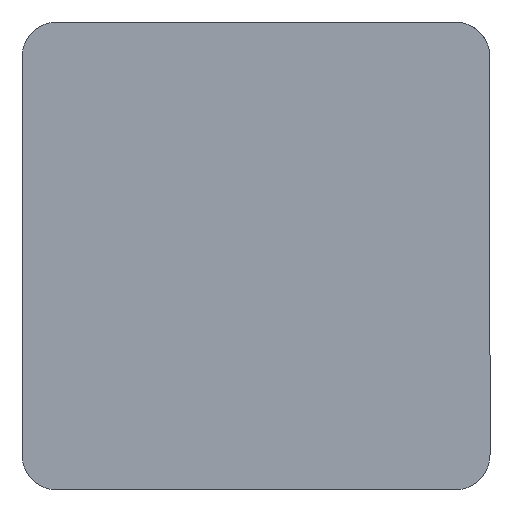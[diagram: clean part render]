
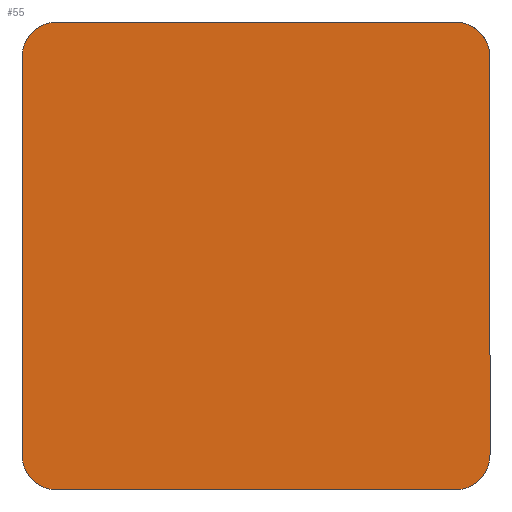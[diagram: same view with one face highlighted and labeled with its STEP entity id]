
A CAD part, left-side view. The second image highlights one B-rep face of the part: STEP entity #55.
In plain terms, the highlighted planar face has unit normal (-1, 0, 0).
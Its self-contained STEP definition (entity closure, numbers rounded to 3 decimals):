
#5 = AXIS2_PLACEMENT_3D ( 'NONE', #285, #637, #333 ) ;
#36 = ORIENTED_EDGE ( 'NONE', *, *, #248, .F. ) ;
#37 = EDGE_CURVE ( 'NONE', #162, #605, #278, .T. ) ;
#40 = AXIS2_PLACEMENT_3D ( 'NONE', #358, #507, #150 ) ;
#46 = CARTESIAN_POINT ( 'NONE',  ( 0., -8.5, -10. ) ) ;
#55 = ADVANCED_FACE ( 'NONE', ( #385 ), #126, .F. ) ;
#62 = LINE ( 'NONE', #411, #592 ) ;
#89 = VERTEX_POINT ( 'NONE', #180 ) ;
#93 = VERTEX_POINT ( 'NONE', #178 ) ;
#97 = DIRECTION ( 'NONE',  ( 0., -1., 0. ) ) ;
#105 = VERTEX_POINT ( 'NONE', #230 ) ;
#107 = DIRECTION ( 'NONE',  ( 0., 1., 0. ) ) ;
#118 = EDGE_CURVE ( 'NONE', #279, #93, #598, .T. ) ;
#126 = PLANE ( 'NONE',  #5 ) ;
#147 = CARTESIAN_POINT ( 'NONE',  ( 0., -11., -10. ) ) ;
#148 = CARTESIAN_POINT ( 'NONE',  ( 0., -10., 8.5 ) ) ;
#150 = DIRECTION ( 'NONE',  ( 0., -1., 0. ) ) ;
#157 = EDGE_LOOP ( 'NONE', ( #307, #508, #630, #309, #36, #364, #387, #567 ) ) ;
#162 = VERTEX_POINT ( 'NONE', #382 ) ;
#163 = CARTESIAN_POINT ( 'NONE',  ( 0., 8.5, -8.5 ) ) ;
#178 = CARTESIAN_POINT ( 'NONE',  ( 0., 10., 8.5 ) ) ;
#180 = CARTESIAN_POINT ( 'NONE',  ( 0., 8.5, 10. ) ) ;
#215 = CARTESIAN_POINT ( 'NONE',  ( 0., -8.5, -8.5 ) ) ;
#228 = DIRECTION ( 'NONE',  ( 0., -1., 0. ) ) ;
#230 = CARTESIAN_POINT ( 'NONE',  ( 0., 8.5, -10. ) ) ;
#243 = LINE ( 'NONE', #147, #247 ) ;
#247 = VECTOR ( 'NONE', #107, 1000. ) ;
#248 = EDGE_CURVE ( 'NONE', #562, #293, #312, .T. ) ;
#261 = CARTESIAN_POINT ( 'NONE',  ( 0., -10., -11. ) ) ;
#266 = CIRCLE ( 'NONE', #306, 1.5 ) ;
#278 = CIRCLE ( 'NONE', #348, 1.5 ) ;
#279 = VERTEX_POINT ( 'NONE', #452 ) ;
#285 = CARTESIAN_POINT ( 'NONE',  ( 0., -11., -11. ) ) ;
#287 = LINE ( 'NONE', #261, #524 ) ;
#293 = VERTEX_POINT ( 'NONE', #148 ) ;
#306 = AXIS2_PLACEMENT_3D ( 'NONE', #505, #566, #503 ) ;
#307 = ORIENTED_EDGE ( 'NONE', *, *, #420, .F. ) ;
#309 = ORIENTED_EDGE ( 'NONE', *, *, #496, .F. ) ;
#312 = CIRCLE ( 'NONE', #40, 1.5 ) ;
#321 = EDGE_CURVE ( 'NONE', #89, #562, #62, .T. ) ;
#328 = CIRCLE ( 'NONE', #463, 1.5 ) ;
#333 = DIRECTION ( 'NONE',  ( 0., 0., -1. ) ) ;
#348 = AXIS2_PLACEMENT_3D ( 'NONE', #215, #618, #228 ) ;
#358 = CARTESIAN_POINT ( 'NONE',  ( 0., -8.5, 8.5 ) ) ;
#364 = ORIENTED_EDGE ( 'NONE', *, *, #321, .F. ) ;
#366 = VECTOR ( 'NONE', #538, 1000. ) ;
#382 = CARTESIAN_POINT ( 'NONE',  ( 0., -10., -8.5 ) ) ;
#385 = FACE_OUTER_BOUND ( 'NONE', #157, .T. ) ;
#387 = ORIENTED_EDGE ( 'NONE', *, *, #554, .F. ) ;
#411 = CARTESIAN_POINT ( 'NONE',  ( 0., -11., 10. ) ) ;
#419 = DIRECTION ( 'NONE',  ( 1., 0., 0. ) ) ;
#420 = EDGE_CURVE ( 'NONE', #105, #279, #328, .T. ) ;
#452 = CARTESIAN_POINT ( 'NONE',  ( 0., 10., -8.5 ) ) ;
#463 = AXIS2_PLACEMENT_3D ( 'NONE', #163, #419, #571 ) ;
#481 = DIRECTION ( 'NONE',  ( 0., 0., -1. ) ) ;
#484 = CARTESIAN_POINT ( 'NONE',  ( 0., 10., -11. ) ) ;
#496 = EDGE_CURVE ( 'NONE', #293, #162, #287, .T. ) ;
#503 = DIRECTION ( 'NONE',  ( 0., -1., 0. ) ) ;
#505 = CARTESIAN_POINT ( 'NONE',  ( 0., 8.5, 8.5 ) ) ;
#507 = DIRECTION ( 'NONE',  ( 1., 0., 0. ) ) ;
#508 = ORIENTED_EDGE ( 'NONE', *, *, #561, .F. ) ;
#524 = VECTOR ( 'NONE', #481, 1000. ) ;
#538 = DIRECTION ( 'NONE',  ( 0., 0., 1. ) ) ;
#554 = EDGE_CURVE ( 'NONE', #93, #89, #266, .T. ) ;
#561 = EDGE_CURVE ( 'NONE', #605, #105, #243, .T. ) ;
#562 = VERTEX_POINT ( 'NONE', #569 ) ;
#566 = DIRECTION ( 'NONE',  ( 1., 0., 0. ) ) ;
#567 = ORIENTED_EDGE ( 'NONE', *, *, #118, .F. ) ;
#569 = CARTESIAN_POINT ( 'NONE',  ( 0., -8.5, 10. ) ) ;
#571 = DIRECTION ( 'NONE',  ( 0., -1., 0. ) ) ;
#592 = VECTOR ( 'NONE', #97, 1000. ) ;
#598 = LINE ( 'NONE', #484, #366 ) ;
#605 = VERTEX_POINT ( 'NONE', #46 ) ;
#618 = DIRECTION ( 'NONE',  ( 1., 0., 0. ) ) ;
#630 = ORIENTED_EDGE ( 'NONE', *, *, #37, .F. ) ;
#637 = DIRECTION ( 'NONE',  ( 1., 0., 0. ) ) ;
